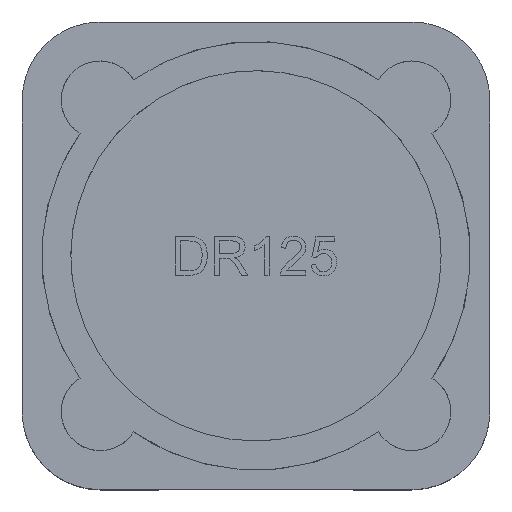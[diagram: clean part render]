
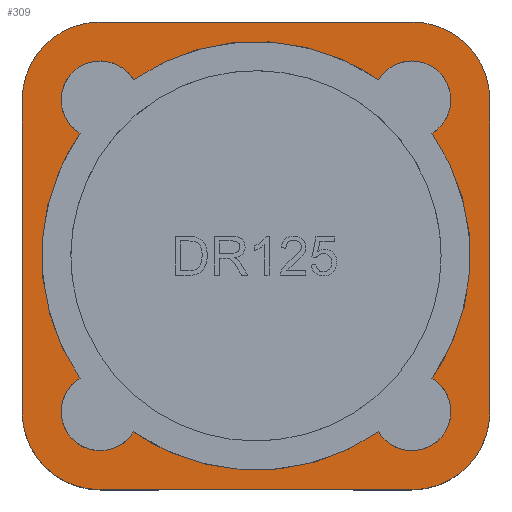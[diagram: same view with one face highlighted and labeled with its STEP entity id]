
A CAD part, top view. The second image highlights one B-rep face of the part: STEP entity #309.
In plain terms, the highlighted planar face has unit normal (0, 0, 1).
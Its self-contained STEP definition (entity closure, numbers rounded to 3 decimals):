
#46=(
BOUNDED_CURVE()
B_SPLINE_CURVE(2,(#3465,#3466,#3467,#3468,#3469,#3470,#3471,#3472,#3473),
 .UNSPECIFIED.,.F.,.F.)
B_SPLINE_CURVE_WITH_KNOTS((3,2,2,2,3),(-81.138,-80.229,
-79.321,-78.413,-77.505),.UNSPECIFIED.)
CURVE()
GEOMETRIC_REPRESENTATION_ITEM()
RATIONAL_B_SPLINE_CURVE((1.,0.899,1.,0.899,1.,0.899,
1.,0.899,1.))
REPRESENTATION_ITEM('')
);
#50=(
BOUNDED_CURVE()
B_SPLINE_CURVE(2,(#3487,#3488,#3489),.UNSPECIFIED.,.F.,.F.)
B_SPLINE_CURVE_WITH_KNOTS((3,3),(-77.505,-70.816),
 .UNSPECIFIED.)
CURVE()
GEOMETRIC_REPRESENTATION_ITEM()
RATIONAL_B_SPLINE_CURVE((1.,0.821,1.))
REPRESENTATION_ITEM('')
);
#53=(
BOUNDED_CURVE()
B_SPLINE_CURVE(2,(#3495,#3496,#3497,#3498,#3499,#3500,#3501,#3502,#3503),
 .UNSPECIFIED.,.F.,.F.)
B_SPLINE_CURVE_WITH_KNOTS((3,2,2,2,3),(-70.816,-69.908,
-68.999,-68.091,-67.183),.UNSPECIFIED.)
CURVE()
GEOMETRIC_REPRESENTATION_ITEM()
RATIONAL_B_SPLINE_CURVE((1.,0.899,1.,0.899,1.,0.899,
1.,0.899,1.))
REPRESENTATION_ITEM('')
);
#56=(
BOUNDED_CURVE()
B_SPLINE_CURVE(2,(#3515,#3516,#3517),.UNSPECIFIED.,.F.,.F.)
B_SPLINE_CURVE_WITH_KNOTS((3,3),(-67.183,-60.494),
 .UNSPECIFIED.)
CURVE()
GEOMETRIC_REPRESENTATION_ITEM()
RATIONAL_B_SPLINE_CURVE((1.,0.821,1.))
REPRESENTATION_ITEM('')
);
#59=(
BOUNDED_CURVE()
B_SPLINE_CURVE(2,(#3523,#3524,#3525,#3526,#3527,#3528,#3529,#3530,#3531),
 .UNSPECIFIED.,.F.,.F.)
B_SPLINE_CURVE_WITH_KNOTS((3,2,2,2,3),(-60.494,-59.586,
-58.678,-57.769,-56.861),.UNSPECIFIED.)
CURVE()
GEOMETRIC_REPRESENTATION_ITEM()
RATIONAL_B_SPLINE_CURVE((1.,0.899,1.,0.899,1.,0.899,
1.,0.899,1.))
REPRESENTATION_ITEM('')
);
#62=(
BOUNDED_CURVE()
B_SPLINE_CURVE(2,(#3543,#3544,#3545),.UNSPECIFIED.,.F.,.F.)
B_SPLINE_CURVE_WITH_KNOTS((3,3),(-56.861,-50.172),
 .UNSPECIFIED.)
CURVE()
GEOMETRIC_REPRESENTATION_ITEM()
RATIONAL_B_SPLINE_CURVE((1.,0.821,1.))
REPRESENTATION_ITEM('')
);
#65=(
BOUNDED_CURVE()
B_SPLINE_CURVE(2,(#3551,#3552,#3553,#3554,#3555,#3556,#3557,#3558,#3559),
 .UNSPECIFIED.,.F.,.F.)
B_SPLINE_CURVE_WITH_KNOTS((3,2,2,2,3),(-50.172,-49.264,
-48.356,-47.448,-46.539),.UNSPECIFIED.)
CURVE()
GEOMETRIC_REPRESENTATION_ITEM()
RATIONAL_B_SPLINE_CURVE((1.,0.899,1.,0.899,1.,0.899,
1.,0.899,1.))
REPRESENTATION_ITEM('')
);
#68=(
BOUNDED_CURVE()
B_SPLINE_CURVE(2,(#3571,#3572,#3573),.UNSPECIFIED.,.F.,.F.)
B_SPLINE_CURVE_WITH_KNOTS((3,3),(-46.539,-39.85),
 .UNSPECIFIED.)
CURVE()
GEOMETRIC_REPRESENTATION_ITEM()
RATIONAL_B_SPLINE_CURVE((1.,0.821,1.))
REPRESENTATION_ITEM('')
);
#70=(
BOUNDED_CURVE()
B_SPLINE_CURVE(2,(#3577,#3578,#3579),.UNSPECIFIED.,.F.,.F.)
B_SPLINE_CURVE_WITH_KNOTS((3,3),(-81.133,-77.991),
 .UNSPECIFIED.)
CURVE()
GEOMETRIC_REPRESENTATION_ITEM()
RATIONAL_B_SPLINE_CURVE((1.,0.707,1.))
REPRESENTATION_ITEM('')
);
#74=(
BOUNDED_CURVE()
B_SPLINE_CURVE(2,(#3593,#3594,#3595),.UNSPECIFIED.,.F.,.F.)
B_SPLINE_CURVE_WITH_KNOTS((3,3),(-69.991,-66.85),
 .UNSPECIFIED.)
CURVE()
GEOMETRIC_REPRESENTATION_ITEM()
RATIONAL_B_SPLINE_CURVE((1.,0.707,1.))
REPRESENTATION_ITEM('')
);
#77=(
BOUNDED_CURVE()
B_SPLINE_CURVE(2,(#3607,#3608,#3609),.UNSPECIFIED.,.F.,.F.)
B_SPLINE_CURVE_WITH_KNOTS((3,3),(-58.85,-55.708),
 .UNSPECIFIED.)
CURVE()
GEOMETRIC_REPRESENTATION_ITEM()
RATIONAL_B_SPLINE_CURVE((1.,0.707,1.))
REPRESENTATION_ITEM('')
);
#80=(
BOUNDED_CURVE()
B_SPLINE_CURVE(2,(#3621,#3622,#3623),.UNSPECIFIED.,.F.,.F.)
B_SPLINE_CURVE_WITH_KNOTS((3,3),(-47.708,-44.566),
 .UNSPECIFIED.)
CURVE()
GEOMETRIC_REPRESENTATION_ITEM()
RATIONAL_B_SPLINE_CURVE((1.,0.707,1.))
REPRESENTATION_ITEM('')
);
#117=FACE_BOUND('',#494,.T.);
#309=ADVANCED_FACE('',(#396,#117),#1973,.T.);
#396=FACE_OUTER_BOUND('',#493,.T.);
#493=EDGE_LOOP('',(#949,#950,#951,#952,#953,#954,#955,#956));
#494=EDGE_LOOP('',(#957,#958,#959,#960,#961,#962,#963,#964));
#949=ORIENTED_EDGE('',*,*,#1360,.F.);
#950=ORIENTED_EDGE('',*,*,#1357,.F.);
#951=ORIENTED_EDGE('',*,*,#1354,.F.);
#952=ORIENTED_EDGE('',*,*,#1351,.F.);
#953=ORIENTED_EDGE('',*,*,#1348,.F.);
#954=ORIENTED_EDGE('',*,*,#1345,.F.);
#955=ORIENTED_EDGE('',*,*,#1342,.F.);
#956=ORIENTED_EDGE('',*,*,#1338,.F.);
#957=ORIENTED_EDGE('',*,*,#1314,.T.);
#958=ORIENTED_EDGE('',*,*,#1318,.T.);
#959=ORIENTED_EDGE('',*,*,#1321,.T.);
#960=ORIENTED_EDGE('',*,*,#1324,.T.);
#961=ORIENTED_EDGE('',*,*,#1327,.T.);
#962=ORIENTED_EDGE('',*,*,#1330,.T.);
#963=ORIENTED_EDGE('',*,*,#1333,.T.);
#964=ORIENTED_EDGE('',*,*,#1336,.T.);
#1314=EDGE_CURVE('',#1859,#1860,#46,.T.);
#1318=EDGE_CURVE('',#1860,#1861,#50,.T.);
#1321=EDGE_CURVE('',#1861,#1862,#53,.T.);
#1324=EDGE_CURVE('',#1862,#1863,#56,.T.);
#1327=EDGE_CURVE('',#1863,#1864,#59,.T.);
#1330=EDGE_CURVE('',#1864,#1865,#62,.T.);
#1333=EDGE_CURVE('',#1865,#1866,#65,.T.);
#1336=EDGE_CURVE('',#1866,#1859,#68,.T.);
#1338=EDGE_CURVE('',#1867,#1868,#70,.T.);
#1342=EDGE_CURVE('',#1868,#1870,#1612,.T.);
#1345=EDGE_CURVE('',#1870,#1872,#74,.T.);
#1348=EDGE_CURVE('',#1872,#1874,#1615,.T.);
#1351=EDGE_CURVE('',#1874,#1876,#77,.T.);
#1354=EDGE_CURVE('',#1876,#1878,#1618,.T.);
#1357=EDGE_CURVE('',#1878,#1880,#80,.T.);
#1360=EDGE_CURVE('',#1880,#1867,#1621,.T.);
#1612=B_SPLINE_CURVE_WITH_KNOTS('',1,(#3587,#3588),.UNSPECIFIED.,.F.,.F.,
(2,2),(-77.991,-69.991),.UNSPECIFIED.);
#1615=B_SPLINE_CURVE_WITH_KNOTS('',1,(#3601,#3602),.UNSPECIFIED.,.F.,.F.,
(2,2),(-66.85,-58.85),.UNSPECIFIED.);
#1618=B_SPLINE_CURVE_WITH_KNOTS('',1,(#3615,#3616),.UNSPECIFIED.,.F.,.F.,
(2,2),(-55.708,-47.708),.UNSPECIFIED.);
#1621=B_SPLINE_CURVE_WITH_KNOTS('',1,(#3629,#3630),.UNSPECIFIED.,.F.,.F.,
(2,2),(-44.566,-36.566),.UNSPECIFIED.);
#1859=VERTEX_POINT('',#3410);
#1860=VERTEX_POINT('',#3411);
#1861=VERTEX_POINT('',#3412);
#1862=VERTEX_POINT('',#3413);
#1863=VERTEX_POINT('',#3414);
#1864=VERTEX_POINT('',#3415);
#1865=VERTEX_POINT('',#3416);
#1866=VERTEX_POINT('',#3417);
#1867=VERTEX_POINT('',#3418);
#1868=VERTEX_POINT('',#3419);
#1870=VERTEX_POINT('',#3421);
#1872=VERTEX_POINT('',#3423);
#1874=VERTEX_POINT('',#3425);
#1876=VERTEX_POINT('',#3427);
#1878=VERTEX_POINT('',#3429);
#1880=VERTEX_POINT('',#3431);
#1973=PLANE('',#2062);
#2062=AXIS2_PLACEMENT_3D('',#3391,#2135,$);
#2135=DIRECTION('',(0.,0.,1.));
#3391=CARTESIAN_POINT('',(-6.12,-6.12,5.92));
#3410=CARTESIAN_POINT('',(4.514,-3.142,5.92));
#3411=CARTESIAN_POINT('',(3.142,-4.514,5.92));
#3412=CARTESIAN_POINT('',(-3.142,-4.514,5.92));
#3413=CARTESIAN_POINT('',(-4.514,-3.142,5.92));
#3414=CARTESIAN_POINT('',(-4.514,3.142,5.92));
#3415=CARTESIAN_POINT('',(-3.142,4.514,5.92));
#3416=CARTESIAN_POINT('',(3.142,4.514,5.92));
#3417=CARTESIAN_POINT('',(4.514,3.142,5.92));
#3418=CARTESIAN_POINT('',(-6.,4.,5.92));
#3419=CARTESIAN_POINT('',(-4.,6.,5.92));
#3421=CARTESIAN_POINT('',(4.,6.,5.92));
#3423=CARTESIAN_POINT('',(6.,4.,5.92));
#3425=CARTESIAN_POINT('',(6.,-4.,5.92));
#3427=CARTESIAN_POINT('',(4.,-6.,5.92));
#3429=CARTESIAN_POINT('',(-4.,-6.,5.92));
#3431=CARTESIAN_POINT('',(-6.,-4.,5.92));
#3465=CARTESIAN_POINT('',(4.514,-3.142,5.92));
#3466=CARTESIAN_POINT('',(4.933,-3.393,5.92));
#3467=CARTESIAN_POINT('',(4.992,-3.878,5.92));
#3468=CARTESIAN_POINT('',(5.052,-4.362,5.92));
#3469=CARTESIAN_POINT('',(4.707,-4.707,5.92));
#3470=CARTESIAN_POINT('',(4.362,-5.052,5.92));
#3471=CARTESIAN_POINT('',(3.878,-4.992,5.92));
#3472=CARTESIAN_POINT('',(3.393,-4.933,5.92));
#3473=CARTESIAN_POINT('',(3.142,-4.514,5.92));
#3487=CARTESIAN_POINT('',(3.142,-4.514,5.92));
#3488=CARTESIAN_POINT('',(0.,-6.701,5.92));
#3489=CARTESIAN_POINT('',(-3.142,-4.514,5.92));
#3495=CARTESIAN_POINT('',(-3.142,-4.514,5.92));
#3496=CARTESIAN_POINT('',(-3.393,-4.933,5.92));
#3497=CARTESIAN_POINT('',(-3.878,-4.992,5.92));
#3498=CARTESIAN_POINT('',(-4.362,-5.052,5.92));
#3499=CARTESIAN_POINT('',(-4.707,-4.707,5.92));
#3500=CARTESIAN_POINT('',(-5.052,-4.362,5.92));
#3501=CARTESIAN_POINT('',(-4.992,-3.878,5.92));
#3502=CARTESIAN_POINT('',(-4.933,-3.393,5.92));
#3503=CARTESIAN_POINT('',(-4.514,-3.142,5.92));
#3515=CARTESIAN_POINT('',(-4.514,-3.142,5.92));
#3516=CARTESIAN_POINT('',(-6.701,0.,5.92));
#3517=CARTESIAN_POINT('',(-4.514,3.142,5.92));
#3523=CARTESIAN_POINT('',(-4.514,3.142,5.92));
#3524=CARTESIAN_POINT('',(-4.933,3.393,5.92));
#3525=CARTESIAN_POINT('',(-4.992,3.878,5.92));
#3526=CARTESIAN_POINT('',(-5.052,4.362,5.92));
#3527=CARTESIAN_POINT('',(-4.707,4.707,5.92));
#3528=CARTESIAN_POINT('',(-4.362,5.052,5.92));
#3529=CARTESIAN_POINT('',(-3.878,4.992,5.92));
#3530=CARTESIAN_POINT('',(-3.393,4.933,5.92));
#3531=CARTESIAN_POINT('',(-3.142,4.514,5.92));
#3543=CARTESIAN_POINT('',(-3.142,4.514,5.92));
#3544=CARTESIAN_POINT('',(0.,6.701,5.92));
#3545=CARTESIAN_POINT('',(3.142,4.514,5.92));
#3551=CARTESIAN_POINT('',(3.142,4.514,5.92));
#3552=CARTESIAN_POINT('',(3.393,4.933,5.92));
#3553=CARTESIAN_POINT('',(3.878,4.992,5.92));
#3554=CARTESIAN_POINT('',(4.362,5.052,5.92));
#3555=CARTESIAN_POINT('',(4.707,4.707,5.92));
#3556=CARTESIAN_POINT('',(5.052,4.362,5.92));
#3557=CARTESIAN_POINT('',(4.992,3.878,5.92));
#3558=CARTESIAN_POINT('',(4.933,3.393,5.92));
#3559=CARTESIAN_POINT('',(4.514,3.142,5.92));
#3571=CARTESIAN_POINT('',(4.514,3.142,5.92));
#3572=CARTESIAN_POINT('',(6.701,0.,5.92));
#3573=CARTESIAN_POINT('',(4.514,-3.142,5.92));
#3577=CARTESIAN_POINT('',(-6.,4.,5.92));
#3578=CARTESIAN_POINT('',(-6.,6.,5.92));
#3579=CARTESIAN_POINT('',(-4.,6.,5.92));
#3587=CARTESIAN_POINT('',(-4.,6.,5.92));
#3588=CARTESIAN_POINT('',(4.,6.,5.92));
#3593=CARTESIAN_POINT('',(4.,6.,5.92));
#3594=CARTESIAN_POINT('',(6.,6.,5.92));
#3595=CARTESIAN_POINT('',(6.,4.,5.92));
#3601=CARTESIAN_POINT('',(6.,4.,5.92));
#3602=CARTESIAN_POINT('',(6.,-4.,5.92));
#3607=CARTESIAN_POINT('',(6.,-4.,5.92));
#3608=CARTESIAN_POINT('',(6.,-6.,5.92));
#3609=CARTESIAN_POINT('',(4.,-6.,5.92));
#3615=CARTESIAN_POINT('',(4.,-6.,5.92));
#3616=CARTESIAN_POINT('',(-4.,-6.,5.92));
#3621=CARTESIAN_POINT('',(-4.,-6.,5.92));
#3622=CARTESIAN_POINT('',(-6.,-6.,5.92));
#3623=CARTESIAN_POINT('',(-6.,-4.,5.92));
#3629=CARTESIAN_POINT('',(-6.,-4.,5.92));
#3630=CARTESIAN_POINT('',(-6.,4.,5.92));
